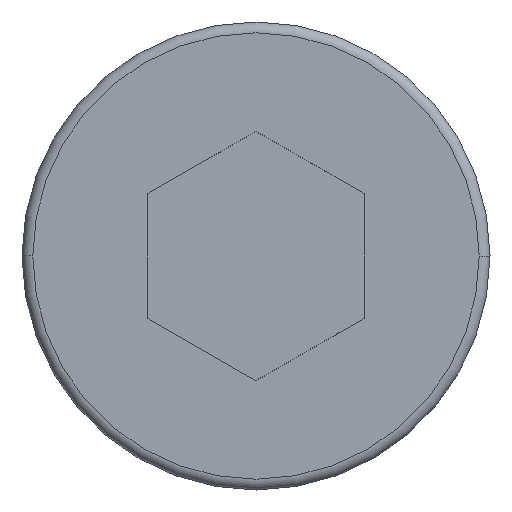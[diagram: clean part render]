
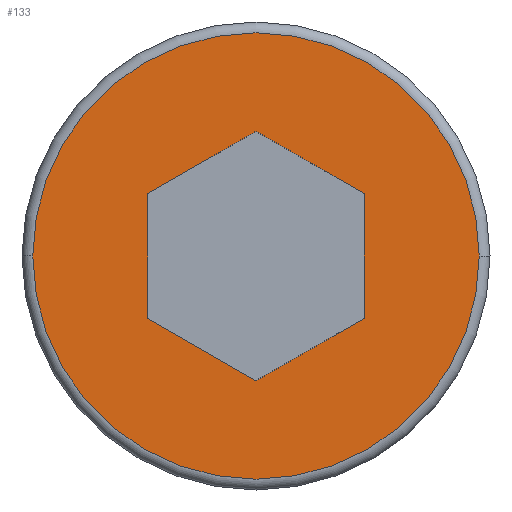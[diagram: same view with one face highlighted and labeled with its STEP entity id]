
A CAD part, left-side view. The second image highlights one B-rep face of the part: STEP entity #133.
In plain terms, the highlighted planar face has unit normal (-1, 0, 0).
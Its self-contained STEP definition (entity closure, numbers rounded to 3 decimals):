
#18 = CARTESIAN_POINT ( 'NONE',  ( 0., 0., 0. ) ) ;
#34 = CARTESIAN_POINT ( 'NONE',  ( 0., 0., -3.464 ) ) ;
#41 = CARTESIAN_POINT ( 'NONE',  ( 0., -3., -1.732 ) ) ;
#68 = LINE ( 'NONE', #261, #615 ) ;
#73 = CIRCLE ( 'NONE', #155, 6.2 ) ;
#103 = CARTESIAN_POINT ( 'NONE',  ( 0., -3., -1.732 ) ) ;
#106 = CIRCLE ( 'NONE', #462, 6.2 ) ;
#109 = EDGE_CURVE ( 'NONE', #233, #255, #260, .T. ) ;
#112 = ORIENTED_EDGE ( 'NONE', *, *, #531, .F. ) ;
#118 = DIRECTION ( 'NONE',  ( 0., 0.866, -0.5 ) ) ;
#120 = EDGE_CURVE ( 'NONE', #176, #301, #106, .T. ) ;
#126 = EDGE_CURVE ( 'NONE', #388, #334, #408, .T. ) ;
#133 = ADVANCED_FACE ( 'NONE', ( #515, #230 ), #275, .T. ) ;
#139 = DIRECTION ( 'NONE',  ( 0., -1., 0. ) ) ;
#146 = CARTESIAN_POINT ( 'NONE',  ( 0., 3., 1.732 ) ) ;
#155 = AXIS2_PLACEMENT_3D ( 'NONE', #323, #596, #556 ) ;
#175 = CARTESIAN_POINT ( 'NONE',  ( 0., 6.2, 0. ) ) ;
#176 = VERTEX_POINT ( 'NONE', #175 ) ;
#178 = DIRECTION ( 'NONE',  ( 0., -0.866, 0.5 ) ) ;
#199 = VECTOR ( 'NONE', #546, 1000. ) ;
#201 = VERTEX_POINT ( 'NONE', #278 ) ;
#207 = DIRECTION ( 'NONE',  ( -1., 0., 0. ) ) ;
#209 = VECTOR ( 'NONE', #469, 1000. ) ;
#210 = EDGE_LOOP ( 'NONE', ( #451, #472 ) ) ;
#228 = DIRECTION ( 'NONE',  ( -1., 0., 0. ) ) ;
#230 = FACE_BOUND ( 'NONE', #235, .T. ) ;
#233 = VERTEX_POINT ( 'NONE', #280 ) ;
#235 = EDGE_LOOP ( 'NONE', ( #353, #610, #497, #570, #307, #112 ) ) ;
#237 = EDGE_CURVE ( 'NONE', #334, #282, #522, .T. ) ;
#241 = VECTOR ( 'NONE', #118, 1000. ) ;
#249 = EDGE_CURVE ( 'NONE', #301, #176, #73, .T. ) ;
#254 = VECTOR ( 'NONE', #299, 1000. ) ;
#255 = VERTEX_POINT ( 'NONE', #461 ) ;
#260 = LINE ( 'NONE', #498, #241 ) ;
#261 = CARTESIAN_POINT ( 'NONE',  ( 0., 3., -1.732 ) ) ;
#275 = PLANE ( 'NONE',  #597 ) ;
#278 = CARTESIAN_POINT ( 'NONE',  ( 0., 3., -1.732 ) ) ;
#280 = CARTESIAN_POINT ( 'NONE',  ( 0., 0., 3.464 ) ) ;
#282 = VERTEX_POINT ( 'NONE', #349 ) ;
#299 = DIRECTION ( 'NONE',  ( 0., 0., -1. ) ) ;
#301 = VERTEX_POINT ( 'NONE', #567 ) ;
#307 = ORIENTED_EDGE ( 'NONE', *, *, #126, .F. ) ;
#315 = CARTESIAN_POINT ( 'NONE',  ( 0., -3., 1.732 ) ) ;
#323 = CARTESIAN_POINT ( 'NONE',  ( 0., 0., 0. ) ) ;
#324 = EDGE_CURVE ( 'NONE', #255, #201, #391, .T. ) ;
#326 = CARTESIAN_POINT ( 'NONE',  ( 0., 0., 0. ) ) ;
#334 = VERTEX_POINT ( 'NONE', #103 ) ;
#349 = CARTESIAN_POINT ( 'NONE',  ( 0., -3., 1.732 ) ) ;
#353 = ORIENTED_EDGE ( 'NONE', *, *, #324, .F. ) ;
#382 = EDGE_CURVE ( 'NONE', #282, #233, #459, .T. ) ;
#388 = VERTEX_POINT ( 'NONE', #589 ) ;
#391 = LINE ( 'NONE', #146, #254 ) ;
#403 = DIRECTION ( 'NONE',  ( 0., -1., 0. ) ) ;
#408 = LINE ( 'NONE', #34, #587 ) ;
#450 = DIRECTION ( 'NONE',  ( 0., -0.866, -0.5 ) ) ;
#451 = ORIENTED_EDGE ( 'NONE', *, *, #249, .T. ) ;
#459 = LINE ( 'NONE', #315, #199 ) ;
#461 = CARTESIAN_POINT ( 'NONE',  ( 0., 3., 1.732 ) ) ;
#462 = AXIS2_PLACEMENT_3D ( 'NONE', #18, #207, #403 ) ;
#469 = DIRECTION ( 'NONE',  ( 0., 0., 1. ) ) ;
#472 = ORIENTED_EDGE ( 'NONE', *, *, #120, .T. ) ;
#497 = ORIENTED_EDGE ( 'NONE', *, *, #382, .F. ) ;
#498 = CARTESIAN_POINT ( 'NONE',  ( 0., 0., 3.464 ) ) ;
#515 = FACE_OUTER_BOUND ( 'NONE', #210, .T. ) ;
#522 = LINE ( 'NONE', #41, #209 ) ;
#531 = EDGE_CURVE ( 'NONE', #201, #388, #68, .T. ) ;
#546 = DIRECTION ( 'NONE',  ( 0., 0.866, 0.5 ) ) ;
#556 = DIRECTION ( 'NONE',  ( 0., -1., 0. ) ) ;
#567 = CARTESIAN_POINT ( 'NONE',  ( 0., -6.2, 0. ) ) ;
#570 = ORIENTED_EDGE ( 'NONE', *, *, #237, .F. ) ;
#587 = VECTOR ( 'NONE', #178, 1000. ) ;
#589 = CARTESIAN_POINT ( 'NONE',  ( 0., 0., -3.464 ) ) ;
#596 = DIRECTION ( 'NONE',  ( -1., 0., 0. ) ) ;
#597 = AXIS2_PLACEMENT_3D ( 'NONE', #326, #228, #139 ) ;
#610 = ORIENTED_EDGE ( 'NONE', *, *, #109, .F. ) ;
#615 = VECTOR ( 'NONE', #450, 1000. ) ;
